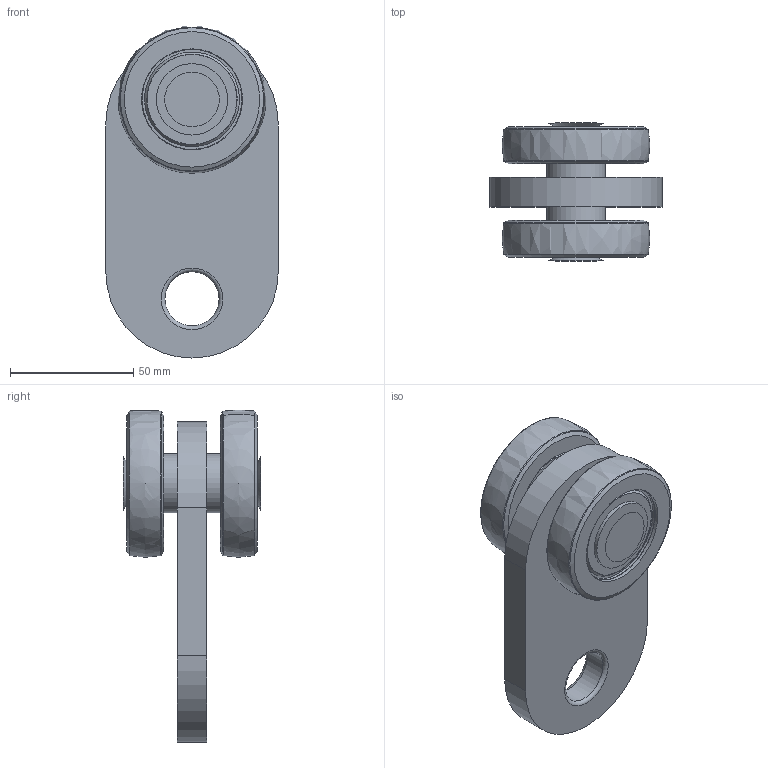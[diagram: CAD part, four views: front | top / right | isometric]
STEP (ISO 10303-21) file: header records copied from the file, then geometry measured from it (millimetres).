
FILE_DESCRIPTION(('STEP AP214'),'1');
FILE_NAME('PMH Åkvagn 1611.stp','2013-08-05T12:47:21',(' '),(' '),'Spatial InterOp 3D',' ',' ');
FILE_SCHEMA(('automotive_design'));
Length unit declared in the file: millimetre
Products named in the file (14): PMH Profilskena akvagn 1611; NAUO6; NAUO7; NAUO21; NAUO17; NAUO15; NAUO13; NAUO11; NAUO5; NAUO22; NAUO1; NAUO9; NAUO8
Assembly tree (23 placements, depth 3):
  PMH Profilskena akvagn 1611
    NAUO6  x2
    NAUO7  x2
      NAUO21
      NAUO17
      NAUO15
      NAUO15
      NAUO13
      NAUO11
    NAUO5  x2
      NAUO22
    NAUO1
      NAUO9
      NAUO8
Bounding box: 70 x 56 x 134.78 mm (x, y, z)
Volume: 165151.4 mm3; surface area: 63095.8 mm2
Topology: 32 solids, 32 shells, 147 faces, 268 edges, 171 vertices
Faces by surface type: plane 52, cylinder 47, sphere 18, cone 18, torus 12
Full cylindrical faces by diameter (mm): 16.98 x1, 17 x2, 17.2 x3, 17.5 x2, 22 x1, 24 x2, 26 x8, 28.5 x4, 29 x2, 29.22 x2, 37.16 x2, 37.5 x4, 40.6 x4, 41 x8
Entity records: 2548 total; most frequent: DIRECTION 354, CARTESIAN_POINT 257, AXIS2_PLACEMENT_3D 173, ORIENTED_EDGE 160, EDGE_LOOP 142, FACE_OUTER_BOUND 103, EDGE_CURVE 80, VERTEX_POINT 76
